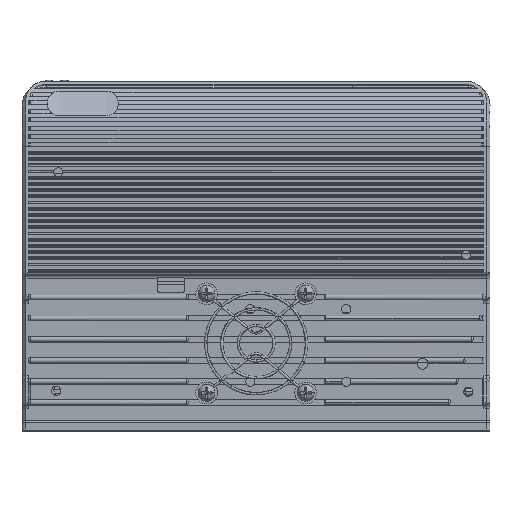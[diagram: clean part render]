
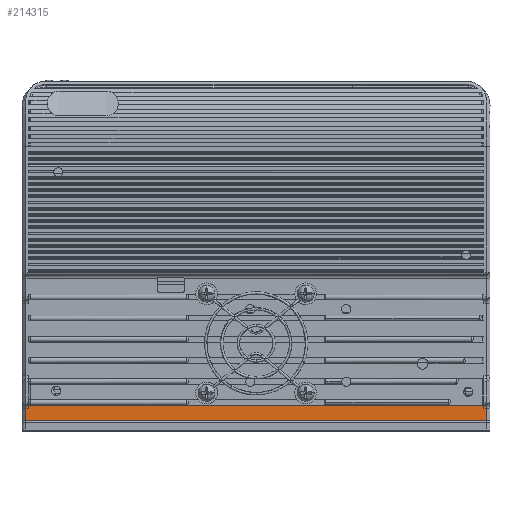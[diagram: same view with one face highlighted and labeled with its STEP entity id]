
A CAD part, left-side view. The second image highlights one B-rep face of the part: STEP entity #214315.
In plain terms, the highlighted planar face has unit normal (1, 0, 0).
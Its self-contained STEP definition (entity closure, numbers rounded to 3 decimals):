
#185919=CARTESIAN_POINT('',(20.8,149.9,-8.5));
#185920=VERTEX_POINT('',#185919);
#185955=CARTESIAN_POINT('',(20.8,149.9,-12.4));
#185956=VERTEX_POINT('',#185955);
#185965=CARTESIAN_POINT('',(20.8,149.9,-12357.691));
#185966=DIRECTION('',(-0.,-0.,1.));
#185967=VECTOR('',#185966,24690.);
#185968=LINE('',#185965,#185967);
#185969=EDGE_CURVE('',#185956,#185920,#185968,.T.);
#185981=CARTESIAN_POINT('',(20.8,149.,-12.4));
#185982=VERTEX_POINT('',#185981);
#185983=CARTESIAN_POINT('',(20.8,-12191.552,-12.4));
#185984=DIRECTION('',(0.,1.,0.));
#185985=VECTOR('',#185984,24690.);
#185986=LINE('',#185983,#185985);
#185987=EDGE_CURVE('',#185982,#185956,#185986,.T.);
#186034=CARTESIAN_POINT('',(20.8,2.,-12.4));
#186035=VERTEX_POINT('',#186034);
#186042=CARTESIAN_POINT('',(20.8,1.1,-12.4));
#186043=VERTEX_POINT('',#186042);
#186044=CARTESIAN_POINT('',(20.8,-12191.552,-12.4));
#186045=DIRECTION('',(0.,1.,0.));
#186046=VECTOR('',#186045,24690.);
#186047=LINE('',#186044,#186046);
#186048=EDGE_CURVE('',#186043,#186035,#186047,.T.);
#188895=CARTESIAN_POINT('',(20.8,149.,-8.5));
#188896=VERTEX_POINT('',#188895);
#188897=CARTESIAN_POINT('',(20.8,12494.9,-8.5));
#188898=DIRECTION('',(0.,-1.,0.));
#188899=VECTOR('',#188898,24690.);
#188900=LINE('',#188897,#188899);
#188901=EDGE_CURVE('',#185920,#188896,#188900,.T.);
#191741=CARTESIAN_POINT('',(20.8,1.1,-8.5));
#191742=VERTEX_POINT('',#191741);
#191743=CARTESIAN_POINT('',(20.8,1.1,12332.309));
#191744=DIRECTION('',(0.,0.,-1.));
#191745=VECTOR('',#191744,24690.);
#191746=LINE('',#191743,#191745);
#191747=EDGE_CURVE('',#191742,#186043,#191746,.T.);
#191773=CARTESIAN_POINT('',(20.8,2.,-12.5));
#191774=VERTEX_POINT('',#191773);
#191781=CARTESIAN_POINT('',(20.8,2.,12331.475));
#191782=DIRECTION('',(0.,0.,-1.));
#191783=VECTOR('',#191782,24690.);
#191784=LINE('',#191781,#191783);
#191785=EDGE_CURVE('',#186035,#191774,#191784,.T.);
#193630=CARTESIAN_POINT('',(20.8,149.,-12.5));
#193631=VERTEX_POINT('',#193630);
#193632=CARTESIAN_POINT('',(20.8,149.,-12311.492));
#193633=DIRECTION('',(-0.,-0.,1.));
#193634=VECTOR('',#193633,24690.);
#193635=LINE('',#193632,#193634);
#193636=EDGE_CURVE('',#193631,#185982,#193635,.T.);
#197515=CARTESIAN_POINT('',(20.8,149.,-7.));
#197516=VERTEX_POINT('',#197515);
#197523=CARTESIAN_POINT('',(20.8,149.,-12358.454));
#197524=DIRECTION('',(-0.,-0.,1.));
#197525=VECTOR('',#197524,24690.);
#197526=LINE('',#197523,#197525);
#197527=EDGE_CURVE('',#188896,#197516,#197526,.T.);
#209649=CARTESIAN_POINT('',(20.8,-12269.812,-12.5));
#209650=DIRECTION('',(0.,1.,0.));
#209651=VECTOR('',#209650,24690.);
#209652=LINE('',#209649,#209651);
#209653=EDGE_CURVE('',#191774,#193631,#209652,.T.);
#213081=CARTESIAN_POINT('',(20.8,2.,-8.5));
#213082=VERTEX_POINT('',#213081);
#213083=CARTESIAN_POINT('',(20.8,-12343.,-8.5));
#213084=DIRECTION('',(-0.,1.,-0.));
#213085=VECTOR('',#213084,24690.);
#213086=LINE('',#213083,#213085);
#213087=EDGE_CURVE('',#191742,#213082,#213086,.T.);
#214275=CARTESIAN_POINT('',(20.8,152.876,-12.741));
#214276=DIRECTION('',(1.,0.,0.));
#214277=DIRECTION('',(0.,1.,0.));
#214278=AXIS2_PLACEMENT_3D('',#214275,#214276,#214277);
#214279=PLANE('',#214278);
#214280=ORIENTED_EDGE('',*,*,#186048,.T.);
#214281=ORIENTED_EDGE('',*,*,#191785,.T.);
#214282=ORIENTED_EDGE('',*,*,#209653,.T.);
#214283=ORIENTED_EDGE('',*,*,#193636,.T.);
#214284=ORIENTED_EDGE('',*,*,#185987,.T.);
#214285=ORIENTED_EDGE('',*,*,#185969,.T.);
#214286=ORIENTED_EDGE('',*,*,#188901,.T.);
#214287=ORIENTED_EDGE('',*,*,#197527,.T.);
#214288=CARTESIAN_POINT('',(20.8,148.5,-7.5));
#214289=VERTEX_POINT('',#214288);
#214290=CARTESIAN_POINT('',(20.8,148.5,-7.));
#214291=DIRECTION('',(-1.,-0.,0.));
#214292=DIRECTION('',(0.,0.,1.));
#214293=AXIS2_PLACEMENT_3D('',#214290,#214291,#214292);
#214294=CIRCLE('',#214293,0.5);
#214295=EDGE_CURVE('',#197516,#214289,#214294,.T.);
#214296=ORIENTED_EDGE('',*,*,#214295,.T.);
#214297=CARTESIAN_POINT('',(20.8,2.,-7.5));
#214298=VERTEX_POINT('',#214297);
#214299=CARTESIAN_POINT('',(20.8,12420.514,-7.5));
#214300=DIRECTION('',(0.,-1.,0.));
#214301=VECTOR('',#214300,24690.);
#214302=LINE('',#214299,#214301);
#214303=EDGE_CURVE('',#214289,#214298,#214302,.T.);
#214304=ORIENTED_EDGE('',*,*,#214303,.T.);
#214305=CARTESIAN_POINT('',(20.8,2.,12377.487));
#214306=DIRECTION('',(-0.,-0.,-1.));
#214307=VECTOR('',#214306,24690.);
#214308=LINE('',#214305,#214307);
#214309=EDGE_CURVE('',#214298,#213082,#214308,.T.);
#214310=ORIENTED_EDGE('',*,*,#214309,.T.);
#214311=ORIENTED_EDGE('',*,*,#213087,.F.);
#214312=ORIENTED_EDGE('',*,*,#191747,.T.);
#214313=EDGE_LOOP('',(#214280,#214281,#214282,#214283,#214284,#214285,#214286,#214287,#214296,#214304,#214310,#214311,#214312));
#214314=FACE_BOUND('',#214313,.T.);
#214315=ADVANCED_FACE('NONE',(#214314),#214279,.T.);
